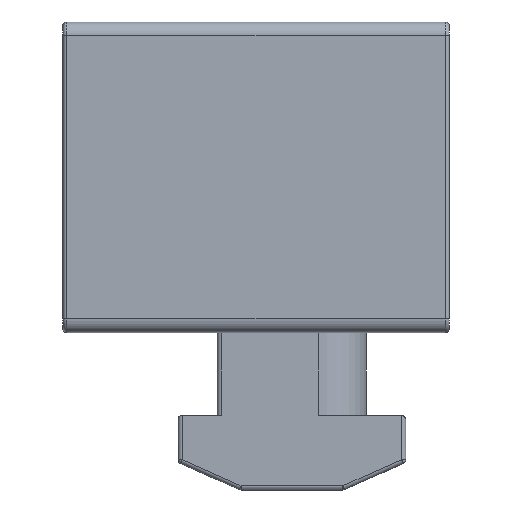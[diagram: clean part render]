
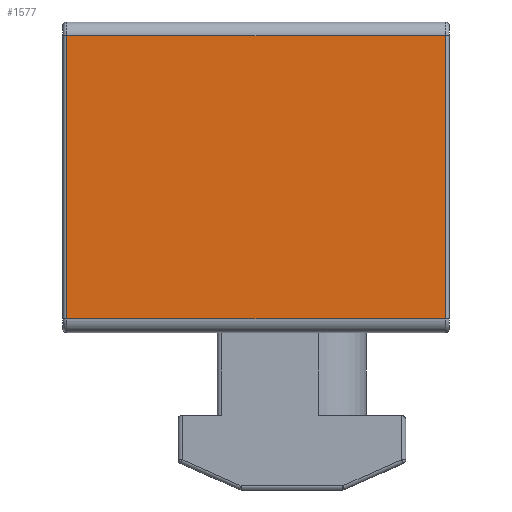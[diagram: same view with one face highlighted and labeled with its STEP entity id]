
A CAD part, left-side view. The second image highlights one B-rep face of the part: STEP entity #1577.
In plain terms, the highlighted planar face has unit normal (-1, 0, 0).
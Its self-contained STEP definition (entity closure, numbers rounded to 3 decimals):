
#1133=CARTESIAN_POINT('',(-9.,27.7,-10.25));
#1134=VERTEX_POINT('',#1133);
#1159=CARTESIAN_POINT('',(-9.,27.7,10.25));
#1160=VERTEX_POINT('',#1159);
#1170=CARTESIAN_POINT('',(-9.,27.7,-10.25));
#1171=DIRECTION('',(0.0,0.0,1.0));
#1172=VECTOR('',#1171,20.5);
#1173=LINE('',#1170,#1172);
#1174=EDGE_CURVE('',#1134,#1160,#1173,.T.);
#1262=CARTESIAN_POINT('',(-9.,0.3,-10.25));
#1263=VERTEX_POINT('',#1262);
#1271=CARTESIAN_POINT('',(-9.,0.3,-10.25));
#1272=DIRECTION('',(0.0,1.0,0.0));
#1273=VECTOR('',#1272,27.4);
#1274=LINE('',#1271,#1273);
#1275=EDGE_CURVE('',#1263,#1134,#1274,.T.);
#1427=CARTESIAN_POINT('',(-9.,0.3,10.25));
#1428=VERTEX_POINT('',#1427);
#1462=CARTESIAN_POINT('',(-9.,0.3,10.25));
#1463=DIRECTION('',(0.0,0.0,-1.0));
#1464=VECTOR('',#1463,20.5);
#1465=LINE('',#1462,#1464);
#1466=EDGE_CURVE('',#1428,#1263,#1465,.T.);
#1561=CARTESIAN_POINT('',(-9.,0.0,-10.25));
#1562=DIRECTION('',(-1.0,0.0,0.0));
#1563=DIRECTION('',(0.0,0.0,1.0));
#1564=AXIS2_PLACEMENT_3D('',#1561,#1562,#1563);
#1565=PLANE('',#1564);
#1566=ORIENTED_EDGE('',*,*,#1174,.F.);
#1567=ORIENTED_EDGE('',*,*,#1275,.F.);
#1568=ORIENTED_EDGE('',*,*,#1466,.F.);
#1569=CARTESIAN_POINT('',(-9.,0.3,10.25));
#1570=DIRECTION('',(0.0,1.0,0.0));
#1571=VECTOR('',#1570,27.4);
#1572=LINE('',#1569,#1571);
#1573=EDGE_CURVE('',#1428,#1160,#1572,.T.);
#1574=ORIENTED_EDGE('',*,*,#1573,.T.);
#1575=EDGE_LOOP('',(#1566,#1567,#1568,#1574));
#1576=FACE_OUTER_BOUND('',#1575,.T.);
#1577=ADVANCED_FACE('',(#1576),#1565,.T.);
